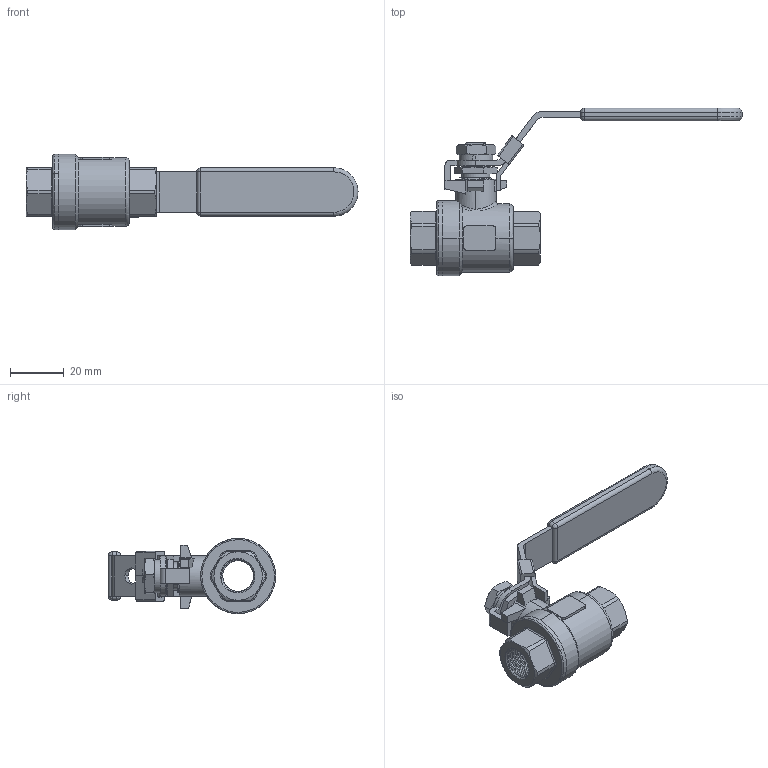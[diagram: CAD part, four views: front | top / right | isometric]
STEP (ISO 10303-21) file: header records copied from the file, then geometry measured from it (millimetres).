
FILE_DESCRIPTION (( 'STEP AP214' ), '1' );
FILE_NAME ('DN8轻型两片式球阀装配图.STEP', '2023-11-14T00:21:13', ( 'Windows User' ), ( 'P R C' ), 'SwSTEP 2.0', 'SolidWorks 2016', '' );
FILE_SCHEMA (( 'AUTOMOTIVE_DESIGN' ));
Length unit declared in the file: millimetre
Products named in the file (14): 0.25-0.375笢諳; 0.25概极; 蟀諉蹟譫M8; 0.25-0.375球垫; DN8ш倰謗え宒⑩概蚾饜芞; 0.25概裔; 0.25-0.375湮え; 0.25-0.375球; 0.25-0.375參忒; 0.25參杶; 0.25-0.375СƬ; 蟀諉粟菜M8; 0.25-0.5跡擘; 0.25-0.375笢粣
Assembly tree (14 placements, depth 2):
  DN8ш倰謗え宒⑩概蚾饜芞
    0.25概裔
    0.25概极
    0.25-0.375湮え
    0.25-0.375笢粣
    0.25-0.375球
    0.25-0.375СƬ
    0.25-0.375笢諳
    0.25-0.5跡擘
    0.25-0.375參忒
    0.25參杶
    蟀諉粟菜M8
    蟀諉蹟譫M8
    0.25-0.375球垫  x2
Bounding box: 123.5 x 62.35 x 28 mm (x, y, z)
Volume: 25066.2 mm3; surface area: 27096.4 mm2
Topology: 19 solids, 19 shells, 513 faces, 1308 edges, 836 vertices
Faces by surface type: cylinder 227, plane 156, bspline 67, cone 63
Entity records: 29358 total; most frequent: CARTESIAN_POINT 17629, ORIENTED_EDGE 2568, DIRECTION 2057, EDGE_CURVE 1284, VERTEX_POINT 826, AXIS2_PLACEMENT_3D 771, EDGE_LOOP 540, VECTOR 515
